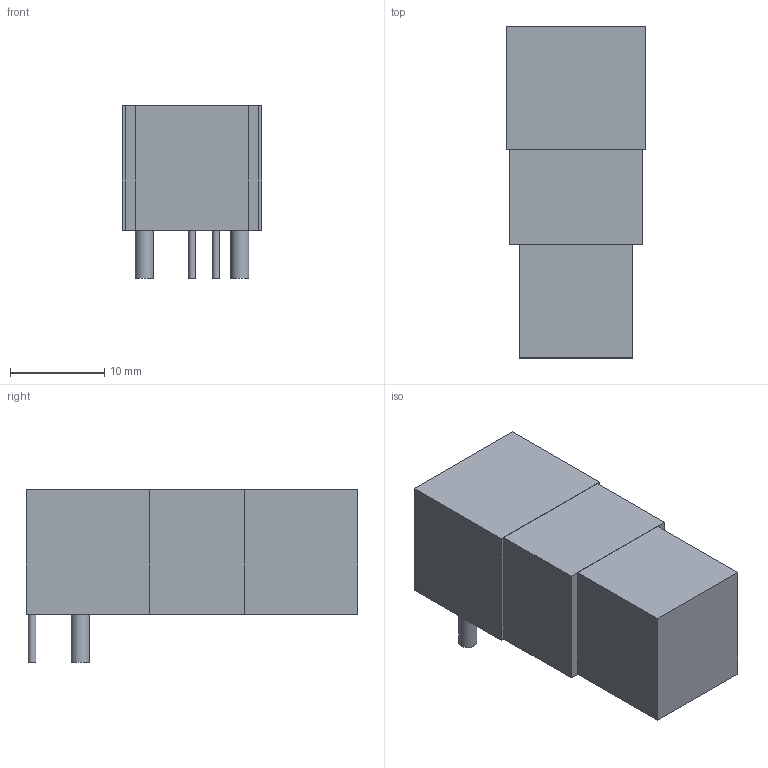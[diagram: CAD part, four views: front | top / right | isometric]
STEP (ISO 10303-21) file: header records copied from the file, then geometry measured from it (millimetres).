
FILE_DESCRIPTION(('FreeCAD Model'),'2;1');
FILE_NAME('366948.1.1.stp','2020-04-08T16:09:29',( 'Author'),(''),'Open CASCADE STEP processor 6.9','FreeCAD','Unknown' );
FILE_SCHEMA(('AUTOMOTIVE_DESIGN { 1 0 10303 214 1 1 1 1 }'));
Length unit declared in the file: millimetre
Products named in the file (3): ASSEMBLY; Body; Leads
Assembly tree (5 placements, depth 2):
  ASSEMBLY
    Body
    Leads  x4
Bounding box: 14.76 x 35.18 x 18.3 mm (x, y, z)
Volume: 6452.6 mm3; surface area: 3361.5 mm2
Topology: 19 solids, 19 shells, 66 faces, 84 edges, 56 vertices
Faces by surface type: plane 50, cylinder 16
Full cylindrical faces by diameter (mm): 0.79 x8, 1.91 x8
Entity records: 1429 total; most frequent: DIRECTION 224, CARTESIAN_POINT 212, LINE 128, VECTOR 128, ORIENTED_EDGE 96, PCURVE 96, DEFINITIONAL_REPRESENTATION 96, EDGE_CURVE 48
